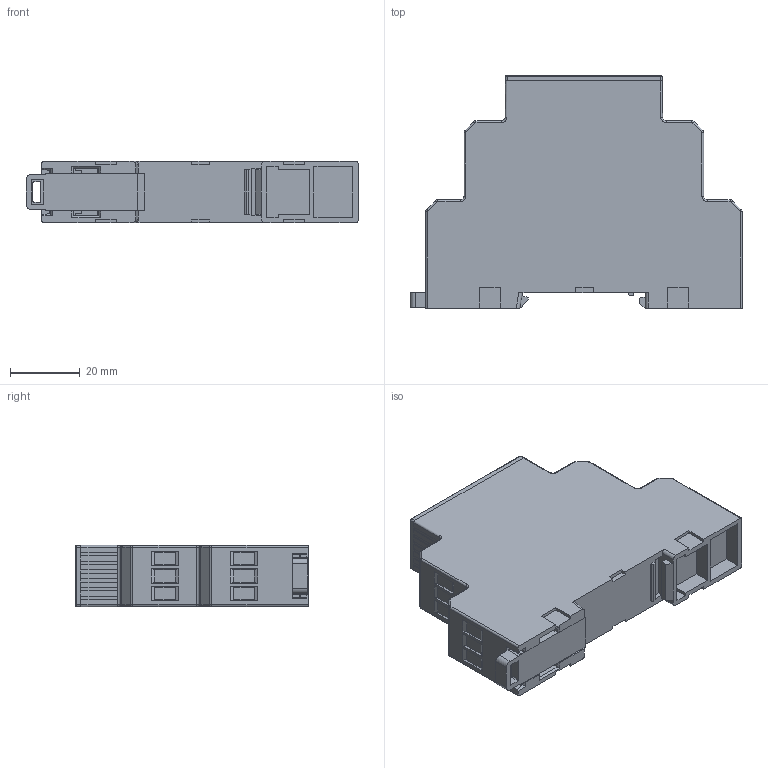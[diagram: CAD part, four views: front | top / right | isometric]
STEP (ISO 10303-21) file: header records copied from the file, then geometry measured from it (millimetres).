
FILE_DESCRIPTION (( 'STEP AP214' ), '1' );
FILE_NAME ('17_5 role.STP', '2017-07-03T12:50:17', ( '' ), ( '' ), 'SwSTEP 2.0', 'SolidWorks 2017', '' );
FILE_SCHEMA (( 'AUTOMOTIVE_DESIGN' ));
Length unit declared in the file: millimetre
Products named in the file (1): 17_5 role
Bounding box: 94.9 x 66.5 x 17.5 mm (x, y, z)
Volume: 81153.5 mm3; surface area: 16883.9 mm2
Topology: 1 solids, 7 shells, 588 faces, 1500 edges, 966 vertices
Faces by surface type: plane 428, cylinder 128, torus 28, cone 4
Entity records: 23425 total; most frequent: CARTESIAN_POINT 3079, ORIENTED_EDGE 3000, DIRECTION 2956, EDGE_CURVE 1500, LINE 1206, VECTOR 1206, VERTEX_POINT 966, AXIS2_PLACEMENT_3D 875
